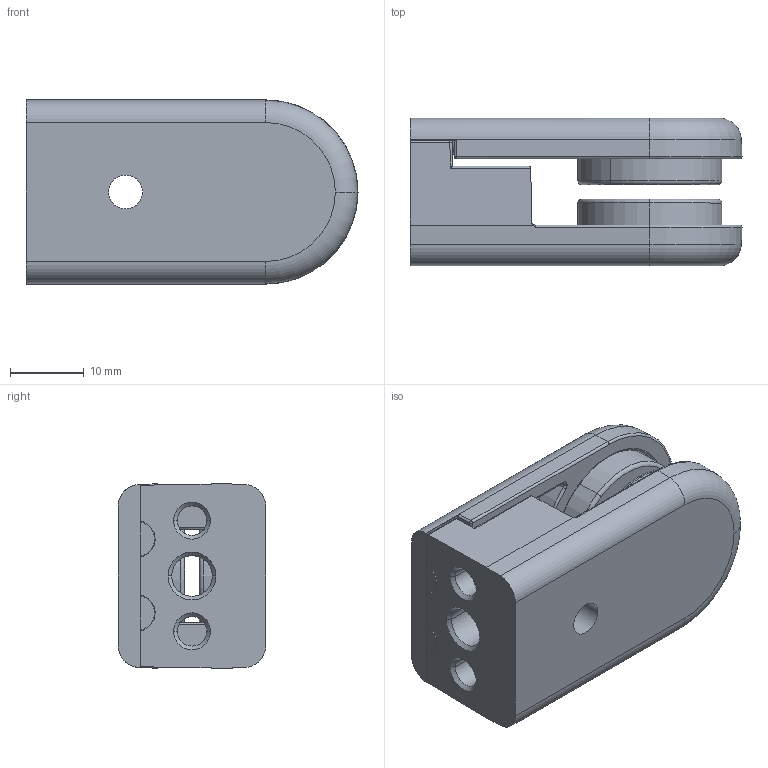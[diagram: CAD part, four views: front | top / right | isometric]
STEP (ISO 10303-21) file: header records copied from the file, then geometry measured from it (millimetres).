
FILE_DESCRIPTION (( 'STEP AP203' ), '1' );
FILE_NAME ('093310.STEP', '2018-11-12T10:27:14', ( '' ), ( '' ), 'SwSTEP 2.0', 'SolidWorks 2017', '' );
FILE_SCHEMA (( 'CONFIG_CONTROL_DESIGN' ));
Length unit declared in the file: millimetre
Products named in the file (4): 093311r_Standard; 093312r_Standard; 093313RXX a Tab_093313R03; 093310
Assembly tree (4 placements, depth 2):
  093310
    093311r_Standard
    093312r_Standard
    093313RXX a Tab_093313R03  x2
Bounding box: 44.99 x 20 x 25 mm (x, y, z)
Volume: 13084.1 mm3; surface area: 10117.5 mm2
Topology: 4 solids, 4 shells, 315 faces, 714 edges, 416 vertices
Faces by surface type: cylinder 118, torus 94, plane 69, sphere 16, cone 14, bspline 4
Entity records: 8557 total; most frequent: CARTESIAN_POINT 1706, DIRECTION 1472, ORIENTED_EDGE 1284, EDGE_CURVE 642, AXIS2_PLACEMENT_3D 613, VERTEX_POINT 378, CIRCLE 326, EDGE_LOOP 308
